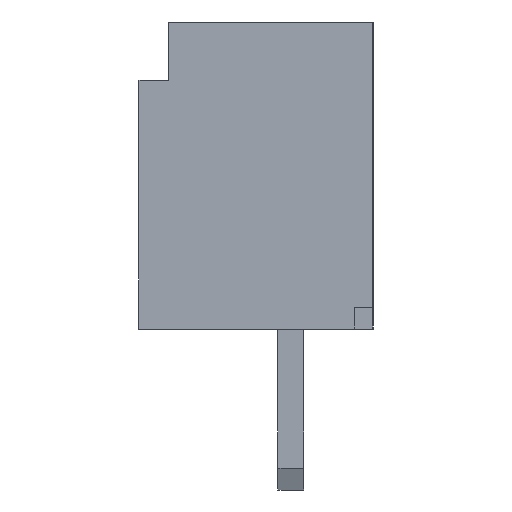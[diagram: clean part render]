
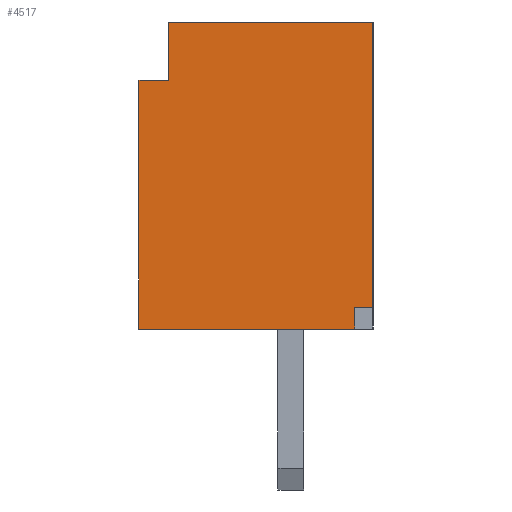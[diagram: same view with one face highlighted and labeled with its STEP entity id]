
A CAD part, left-side view. The second image highlights one B-rep face of the part: STEP entity #4517.
In plain terms, the highlighted planar face has unit normal (-1, 0, 0).
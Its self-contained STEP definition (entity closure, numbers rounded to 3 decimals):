
#2918=CARTESIAN_POINT('',(-4.0,-0.875,0.0));
#2919=VERTEX_POINT('',#2918);
#2928=CARTESIAN_POINT('',(-4.0,2.075,0.0));
#2929=VERTEX_POINT('',#2928);
#2930=CARTESIAN_POINT('',(-4.0,2.075,0.0));
#2931=DIRECTION('',(0.0,-1.0,0.0));
#2932=VECTOR('',#2931,2.95);
#2933=LINE('',#2930,#2932);
#2934=EDGE_CURVE('',#2929,#2919,#2933,.T.);
#3163=CARTESIAN_POINT('',(-4.0,2.075,3.4));
#3164=VERTEX_POINT('',#3163);
#3165=CARTESIAN_POINT('',(-4.0,2.075,3.4));
#3166=DIRECTION('',(0.0,0.0,-1.0));
#3167=VECTOR('',#3166,3.4);
#3168=LINE('',#3165,#3167);
#3169=EDGE_CURVE('',#3164,#2929,#3168,.T.);
#3299=CARTESIAN_POINT('',(-4.0,-1.125,4.2));
#3300=VERTEX_POINT('',#3299);
#3307=CARTESIAN_POINT('',(-4.0,-1.125,0.3));
#3308=VERTEX_POINT('',#3307);
#3309=CARTESIAN_POINT('',(-4.0,-1.125,0.3));
#3310=DIRECTION('',(0.0,0.0,1.0));
#3311=VECTOR('',#3310,3.9);
#3312=LINE('',#3309,#3311);
#3313=EDGE_CURVE('',#3308,#3300,#3312,.T.);
#3739=CARTESIAN_POINT('',(-4.0,1.675,4.2));
#3740=VERTEX_POINT('',#3739);
#3747=CARTESIAN_POINT('',(-4.0,-1.125,4.2));
#3748=DIRECTION('',(0.0,1.0,0.0));
#3749=VECTOR('',#3748,2.8);
#3750=LINE('',#3747,#3749);
#3751=EDGE_CURVE('',#3300,#3740,#3750,.T.);
#4042=CARTESIAN_POINT('',(-4.0,1.675,3.4));
#4043=VERTEX_POINT('',#4042);
#4050=CARTESIAN_POINT('',(-4.0,1.675,4.2));
#4051=DIRECTION('',(0.0,0.0,-1.0));
#4052=VECTOR('',#4051,0.8);
#4053=LINE('',#4050,#4052);
#4054=EDGE_CURVE('',#3740,#4043,#4053,.T.);
#4481=CARTESIAN_POINT('',(-4.0,2.075,3.4));
#4482=DIRECTION('',(0.0,-1.0,0.0));
#4483=VECTOR('',#4482,0.4);
#4484=LINE('',#4481,#4483);
#4485=EDGE_CURVE('',#3164,#4043,#4484,.T.);
#4490=CARTESIAN_POINT('',(-4.0,2.235,4.41));
#4491=DIRECTION('',(-1.0,0.0,0.0));
#4492=DIRECTION('',(0.0,0.0,-1.0));
#4493=AXIS2_PLACEMENT_3D('',#4490,#4491,#4492);
#4494=PLANE('',#4493);
#4495=ORIENTED_EDGE('',*,*,#3313,.T.);
#4496=ORIENTED_EDGE('',*,*,#3751,.T.);
#4497=ORIENTED_EDGE('',*,*,#4054,.T.);
#4498=ORIENTED_EDGE('',*,*,#4485,.F.);
#4499=ORIENTED_EDGE('',*,*,#3169,.T.);
#4500=ORIENTED_EDGE('',*,*,#2934,.T.);
#4501=CARTESIAN_POINT('',(-4.0,-0.875,0.3));
#4502=VERTEX_POINT('',#4501);
#4503=CARTESIAN_POINT('',(-4.0,-0.875,0.0));
#4504=DIRECTION('',(0.0,0.0,1.0));
#4505=VECTOR('',#4504,0.3);
#4506=LINE('',#4503,#4505);
#4507=EDGE_CURVE('',#2919,#4502,#4506,.T.);
#4508=ORIENTED_EDGE('',*,*,#4507,.T.);
#4509=CARTESIAN_POINT('',(-4.0,-1.125,0.3));
#4510=DIRECTION('',(0.0,1.0,0.0));
#4511=VECTOR('',#4510,0.25);
#4512=LINE('',#4509,#4511);
#4513=EDGE_CURVE('',#3308,#4502,#4512,.T.);
#4514=ORIENTED_EDGE('',*,*,#4513,.F.);
#4515=EDGE_LOOP('',(#4495,#4496,#4497,#4498,#4499,#4500,#4508,#4514));
#4516=FACE_OUTER_BOUND('',#4515,.T.);
#4517=ADVANCED_FACE('',(#4516),#4494,.T.);
